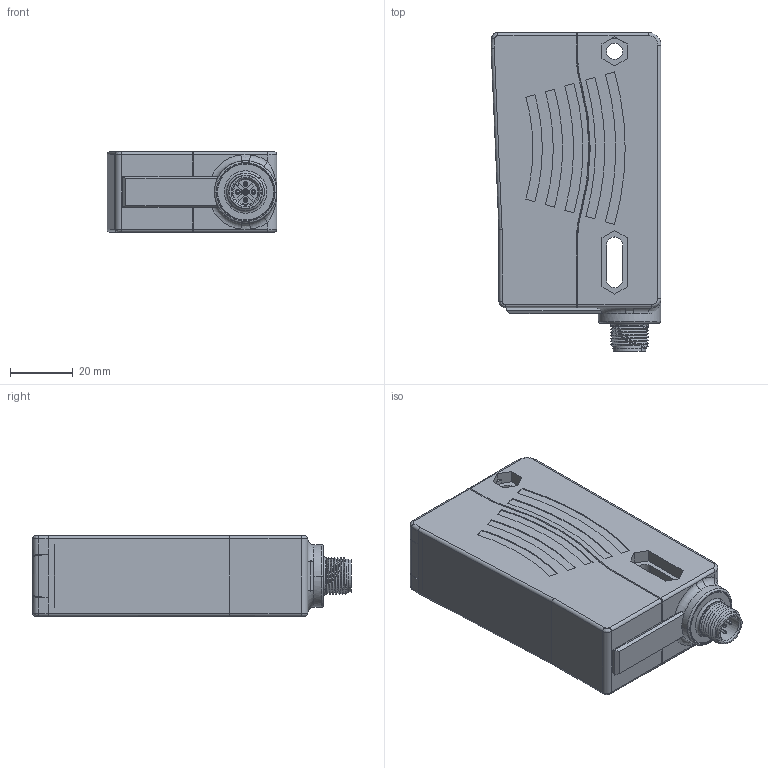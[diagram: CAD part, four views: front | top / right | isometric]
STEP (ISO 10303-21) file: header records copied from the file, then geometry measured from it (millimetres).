
FILE_DESCRIPTION((''),'2;1');
FILE_NAME('DB_CAD3208','2017-11-07T',('cmozuch'),(''),'PRO/ENGINEER BY PARAMETRIC TECHNOLOGY CORPORATION, 2015440','PRO/ENGINEER BY PARAMETRIC TECHNOLOGY CORPORATION, 2015440','');
FILE_SCHEMA(('CONFIG_CONTROL_DESIGN'));
Length unit declared in the file: millimetre
Products named in the file (1): DB_CAD3208
Bounding box: 54.3 x 102 x 25.8 mm (x, y, z)
Volume: 46101.3 mm3; surface area: 36729.5 mm2
Topology: 1 solids, 1 shells, 859 faces, 2333 edges, 1492 vertices
Faces by surface type: plane 466, cylinder 243, cone 78, torus 31, bspline 27, sphere 14
Entity records: 37108 total; most frequent: CARTESIAN_POINT 7857, ORIENTED_EDGE 4618, DIRECTION 4466, EDGE_CURVE 2309, VECTOR 1500, LINE 1500, VERTEX_POINT 1492, AXIS2_PLACEMENT_3D 1483
